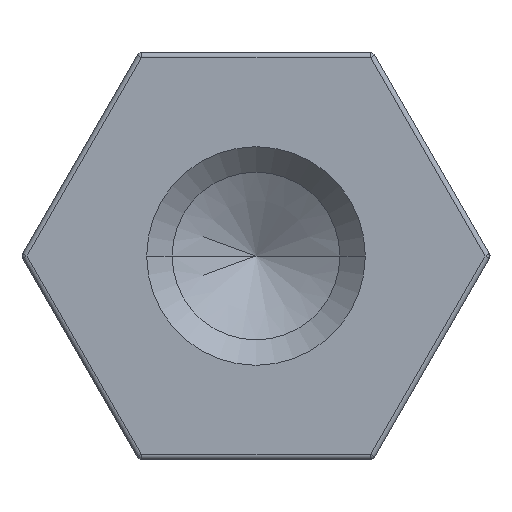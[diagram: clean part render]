
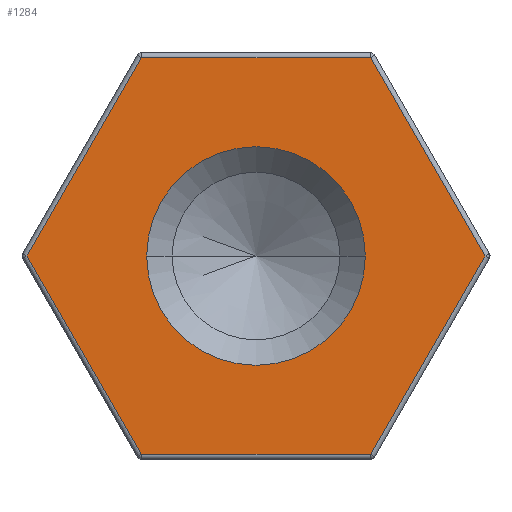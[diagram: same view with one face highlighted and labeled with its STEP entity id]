
A CAD part, left-side view. The second image highlights one B-rep face of the part: STEP entity #1284.
In plain terms, the highlighted planar face has unit normal (-1, 0, 0).
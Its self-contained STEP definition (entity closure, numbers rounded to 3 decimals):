
#19 = DIRECTION ( 'NONE',  ( 0., 1., 0. ) ) ;
#33 = CARTESIAN_POINT ( 'NONE',  ( 0., -3.377, 1.95 ) ) ;
#63 = AXIS2_PLACEMENT_3D ( 'NONE', #1202, #1224, #1214 ) ;
#77 = DIRECTION ( 'NONE',  ( 0., 0.5, 0.866 ) ) ;
#89 = VECTOR ( 'NONE', #698, 1000. ) ;
#123 = VECTOR ( 'NONE', #707, 1000. ) ;
#128 = LINE ( 'NONE', #704, #89 ) ;
#146 = EDGE_CURVE ( 'NONE', #1405, #1239, #485, .T. ) ;
#149 = EDGE_CURVE ( 'NONE', #1205, #692, #497, .T. ) ;
#151 = EDGE_CURVE ( 'NONE', #1239, #1145, #481, .T. ) ;
#160 = CARTESIAN_POINT ( 'NONE',  ( 0., 0., 0. ) ) ;
#261 = EDGE_CURVE ( 'NONE', #788, #619, #318, .T. ) ;
#262 = EDGE_CURVE ( 'NONE', #619, #1405, #313, .T. ) ;
#267 = EDGE_CURVE ( 'NONE', #1145, #1003, #304, .T. ) ;
#269 = EDGE_CURVE ( 'NONE', #1003, #788, #128, .T. ) ;
#290 = EDGE_CURVE ( 'NONE', #692, #1205, #784, .T. ) ;
#303 = VECTOR ( 'NONE', #715, 1000. ) ;
#304 = LINE ( 'NONE', #710, #123 ) ;
#308 = VECTOR ( 'NONE', #760, 1000. ) ;
#313 = LINE ( 'NONE', #719, #303 ) ;
#318 = LINE ( 'NONE', #736, #308 ) ;
#323 = CARTESIAN_POINT ( 'NONE',  ( 0., 2.252, 3.9 ) ) ;
#331 = CARTESIAN_POINT ( 'NONE',  ( 0., 2.15, 0. ) ) ;
#381 = CARTESIAN_POINT ( 'NONE',  ( 0., -4.503, 0. ) ) ;
#457 = CARTESIAN_POINT ( 'NONE',  ( 0., 4.503, 0. ) ) ;
#471 = VECTOR ( 'NONE', #19, 1000. ) ;
#480 = VECTOR ( 'NONE', #77, 1000. ) ;
#481 = LINE ( 'NONE', #1206, #471 ) ;
#485 = LINE ( 'NONE', #33, #480 ) ;
#495 = DIRECTION ( 'NONE',  ( 1., 0., 0. ) ) ;
#497 = CIRCLE ( 'NONE', #63, 2.15 ) ;
#576 = DIRECTION ( 'NONE',  ( 0., 1., 0. ) ) ;
#577 = DIRECTION ( 'NONE',  ( 1., 0., 0. ) ) ;
#580 = CARTESIAN_POINT ( 'NONE',  ( 0., 0., 0. ) ) ;
#611 = ORIENTED_EDGE ( 'NONE', *, *, #151, .T. ) ;
#619 = VERTEX_POINT ( 'NONE', #1398 ) ;
#623 = PLANE ( 'NONE',  #1366 ) ;
#664 = ORIENTED_EDGE ( 'NONE', *, *, #290, .T. ) ;
#692 = VERTEX_POINT ( 'NONE', #825 ) ;
#698 = DIRECTION ( 'NONE',  ( 0., -0.5, -0.866 ) ) ;
#704 = CARTESIAN_POINT ( 'NONE',  ( 0., 3.377, -1.95 ) ) ;
#707 = DIRECTION ( 'NONE',  ( 0., 0.5, -0.866 ) ) ;
#710 = CARTESIAN_POINT ( 'NONE',  ( 0., 3.377, 1.95 ) ) ;
#715 = DIRECTION ( 'NONE',  ( 0., -0.5, 0.866 ) ) ;
#719 = CARTESIAN_POINT ( 'NONE',  ( 0., -3.377, -1.95 ) ) ;
#736 = CARTESIAN_POINT ( 'NONE',  ( 0., 0., -3.9 ) ) ;
#737 = ORIENTED_EDGE ( 'NONE', *, *, #146, .T. ) ;
#760 = DIRECTION ( 'NONE',  ( 0., -1., 0. ) ) ;
#784 = CIRCLE ( 'NONE', #1379, 2.15 ) ;
#788 = VERTEX_POINT ( 'NONE', #1240 ) ;
#825 = CARTESIAN_POINT ( 'NONE',  ( 0., -2.15, 0. ) ) ;
#873 = ORIENTED_EDGE ( 'NONE', *, *, #262, .T. ) ;
#897 = EDGE_LOOP ( 'NONE', ( #737, #611, #1165, #1064, #1006, #873 ) ) ;
#998 = CARTESIAN_POINT ( 'NONE',  ( 0., -2.252, 3.9 ) ) ;
#1003 = VERTEX_POINT ( 'NONE', #457 ) ;
#1006 = ORIENTED_EDGE ( 'NONE', *, *, #261, .T. ) ;
#1040 = EDGE_LOOP ( 'NONE', ( #1256, #664 ) ) ;
#1055 = FACE_BOUND ( 'NONE', #1040, .T. ) ;
#1064 = ORIENTED_EDGE ( 'NONE', *, *, #269, .T. ) ;
#1145 = VERTEX_POINT ( 'NONE', #323 ) ;
#1165 = ORIENTED_EDGE ( 'NONE', *, *, #267, .T. ) ;
#1202 = CARTESIAN_POINT ( 'NONE',  ( 0., 0., 0. ) ) ;
#1205 = VERTEX_POINT ( 'NONE', #331 ) ;
#1206 = CARTESIAN_POINT ( 'NONE',  ( 0., 0., 3.9 ) ) ;
#1214 = DIRECTION ( 'NONE',  ( 0., 1., 0. ) ) ;
#1224 = DIRECTION ( 'NONE',  ( 1., 0., 0. ) ) ;
#1239 = VERTEX_POINT ( 'NONE', #998 ) ;
#1240 = CARTESIAN_POINT ( 'NONE',  ( 0., 2.252, -3.9 ) ) ;
#1256 = ORIENTED_EDGE ( 'NONE', *, *, #149, .T. ) ;
#1259 = DIRECTION ( 'NONE',  ( 0., 1., 0. ) ) ;
#1284 = ADVANCED_FACE ( 'NONE', ( #1422, #1055 ), #623, .F. ) ;
#1366 = AXIS2_PLACEMENT_3D ( 'NONE', #160, #495, #1259 ) ;
#1379 = AXIS2_PLACEMENT_3D ( 'NONE', #580, #577, #576 ) ;
#1398 = CARTESIAN_POINT ( 'NONE',  ( 0., -2.252, -3.9 ) ) ;
#1405 = VERTEX_POINT ( 'NONE', #381 ) ;
#1422 = FACE_OUTER_BOUND ( 'NONE', #897, .T. ) ;
